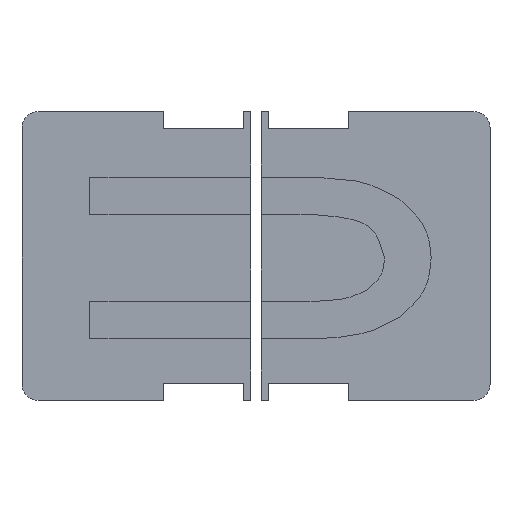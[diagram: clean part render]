
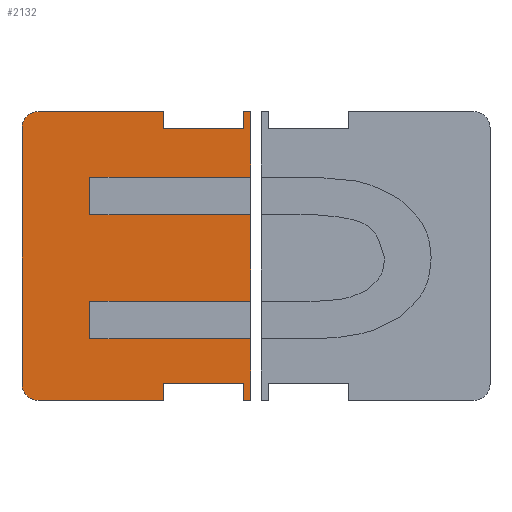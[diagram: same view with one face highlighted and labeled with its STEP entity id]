
A CAD part, top view. The second image highlights one B-rep face of the part: STEP entity #2132.
In plain terms, the highlighted planar face has unit normal (0, 0, 1).
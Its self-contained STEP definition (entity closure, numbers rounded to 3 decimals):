
#19=CIRCLE('',#2259,3.);
#20=CIRCLE('',#2260,3.);
#180=FACE_OUTER_BOUND('',#294,.T.);
#294=EDGE_LOOP('',(#1843,#1844,#1845,#1846,#1847,#1848,#1849,#1850,#1851,
#1852,#1853,#1854,#1855,#1856,#1857,#1858,#1859,#1860,#1861,#1862,#1863,
#1864));
#529=LINE('',#3661,#793);
#533=LINE('',#3668,#797);
#535=LINE('',#3673,#799);
#537=LINE('',#3677,#801);
#540=LINE('',#3682,#804);
#544=LINE('',#3690,#808);
#545=LINE('',#3692,#809);
#546=LINE('',#3694,#810);
#547=LINE('',#3696,#811);
#548=LINE('',#3698,#812);
#549=LINE('',#3700,#813);
#550=LINE('',#3702,#814);
#551=LINE('',#3704,#815);
#552=LINE('',#3708,#816);
#553=LINE('',#3712,#817);
#554=LINE('',#3714,#818);
#555=LINE('',#3716,#819);
#556=LINE('',#3718,#820);
#557=LINE('',#3720,#821);
#558=LINE('',#3721,#822);
#793=VECTOR('',#2667,10.);
#797=VECTOR('',#2673,10.);
#799=VECTOR('',#2677,10.);
#801=VECTOR('',#2681,10.);
#804=VECTOR('',#2686,10.);
#808=VECTOR('',#2694,10.);
#809=VECTOR('',#2697,10.);
#810=VECTOR('',#2698,10.);
#811=VECTOR('',#2699,10.);
#812=VECTOR('',#2700,10.);
#813=VECTOR('',#2701,10.);
#814=VECTOR('',#2702,10.);
#815=VECTOR('',#2703,10.);
#816=VECTOR('',#2706,10.);
#817=VECTOR('',#2709,10.);
#818=VECTOR('',#2710,10.);
#819=VECTOR('',#2711,10.);
#820=VECTOR('',#2712,10.);
#821=VECTOR('',#2713,10.);
#822=VECTOR('',#2714,10.);
#1013=VERTEX_POINT('',#3658);
#1014=VERTEX_POINT('',#3660);
#1016=VERTEX_POINT('',#3665);
#1017=VERTEX_POINT('',#3670);
#1018=VERTEX_POINT('',#3672);
#1019=VERTEX_POINT('',#3676);
#1020=VERTEX_POINT('',#3680);
#1022=VERTEX_POINT('',#3688);
#1023=VERTEX_POINT('',#3693);
#1024=VERTEX_POINT('',#3695);
#1025=VERTEX_POINT('',#3697);
#1026=VERTEX_POINT('',#3699);
#1027=VERTEX_POINT('',#3701);
#1028=VERTEX_POINT('',#3703);
#1029=VERTEX_POINT('',#3705);
#1030=VERTEX_POINT('',#3707);
#1031=VERTEX_POINT('',#3709);
#1032=VERTEX_POINT('',#3711);
#1033=VERTEX_POINT('',#3713);
#1034=VERTEX_POINT('',#3715);
#1035=VERTEX_POINT('',#3717);
#1036=VERTEX_POINT('',#3719);
#1291=EDGE_CURVE('',#1014,#1013,#529,.T.);
#1295=EDGE_CURVE('',#1016,#1014,#533,.T.);
#1297=EDGE_CURVE('',#1018,#1017,#535,.T.);
#1299=EDGE_CURVE('',#1019,#1018,#537,.T.);
#1302=EDGE_CURVE('',#1020,#1019,#540,.T.);
#1306=EDGE_CURVE('',#1013,#1022,#544,.T.);
#1307=EDGE_CURVE('',#1017,#1016,#545,.T.);
#1308=EDGE_CURVE('',#1022,#1023,#546,.T.);
#1309=EDGE_CURVE('',#1023,#1024,#547,.T.);
#1310=EDGE_CURVE('',#1024,#1025,#548,.T.);
#1311=EDGE_CURVE('',#1025,#1026,#549,.T.);
#1312=EDGE_CURVE('',#1026,#1027,#550,.T.);
#1313=EDGE_CURVE('',#1027,#1028,#551,.T.);
#1314=EDGE_CURVE('',#1028,#1029,#19,.T.);
#1315=EDGE_CURVE('',#1029,#1030,#552,.T.);
#1316=EDGE_CURVE('',#1030,#1031,#20,.T.);
#1317=EDGE_CURVE('',#1031,#1032,#553,.T.);
#1318=EDGE_CURVE('',#1032,#1033,#554,.T.);
#1319=EDGE_CURVE('',#1033,#1034,#555,.T.);
#1320=EDGE_CURVE('',#1034,#1035,#556,.T.);
#1321=EDGE_CURVE('',#1035,#1036,#557,.T.);
#1322=EDGE_CURVE('',#1036,#1020,#558,.T.);
#1843=ORIENTED_EDGE('',*,*,#1302,.T.);
#1844=ORIENTED_EDGE('',*,*,#1299,.T.);
#1845=ORIENTED_EDGE('',*,*,#1297,.T.);
#1846=ORIENTED_EDGE('',*,*,#1307,.T.);
#1847=ORIENTED_EDGE('',*,*,#1295,.T.);
#1848=ORIENTED_EDGE('',*,*,#1291,.T.);
#1849=ORIENTED_EDGE('',*,*,#1306,.T.);
#1850=ORIENTED_EDGE('',*,*,#1308,.T.);
#1851=ORIENTED_EDGE('',*,*,#1309,.T.);
#1852=ORIENTED_EDGE('',*,*,#1310,.T.);
#1853=ORIENTED_EDGE('',*,*,#1311,.T.);
#1854=ORIENTED_EDGE('',*,*,#1312,.T.);
#1855=ORIENTED_EDGE('',*,*,#1313,.T.);
#1856=ORIENTED_EDGE('',*,*,#1314,.T.);
#1857=ORIENTED_EDGE('',*,*,#1315,.T.);
#1858=ORIENTED_EDGE('',*,*,#1316,.T.);
#1859=ORIENTED_EDGE('',*,*,#1317,.T.);
#1860=ORIENTED_EDGE('',*,*,#1318,.T.);
#1861=ORIENTED_EDGE('',*,*,#1319,.T.);
#1862=ORIENTED_EDGE('',*,*,#1320,.T.);
#1863=ORIENTED_EDGE('',*,*,#1321,.T.);
#1864=ORIENTED_EDGE('',*,*,#1322,.T.);
#2020=PLANE('',#2258);
#2132=ADVANCED_FACE('',(#180),#2020,.T.);
#2258=AXIS2_PLACEMENT_3D('',#3691,#2695,#2696);
#2259=AXIS2_PLACEMENT_3D('',#3706,#2704,#2705);
#2260=AXIS2_PLACEMENT_3D('',#3710,#2707,#2708);
#2667=DIRECTION('',(0.,1.,0.));
#2673=DIRECTION('',(-1.,0.,0.));
#2677=DIRECTION('',(1.,0.,0.));
#2681=DIRECTION('',(0.,1.,0.));
#2686=DIRECTION('',(-1.,0.,0.));
#2694=DIRECTION('',(1.,0.,0.));
#2695=DIRECTION('center_axis',(0.,0.,1.));
#2696=DIRECTION('ref_axis',(1.,0.,0.));
#2697=DIRECTION('',(0.,1.,0.));
#2698=DIRECTION('',(0.,1.,0.));
#2699=DIRECTION('',(-1.,0.,0.));
#2700=DIRECTION('',(0.,-1.,0.));
#2701=DIRECTION('',(-1.,0.,0.));
#2702=DIRECTION('',(0.,1.,0.));
#2703=DIRECTION('',(-1.,0.,0.));
#2704=DIRECTION('center_axis',(0.,0.,1.));
#2705=DIRECTION('ref_axis',(0.,1.,0.));
#2706=DIRECTION('',(0.,-1.,0.));
#2707=DIRECTION('center_axis',(0.,0.,1.));
#2708=DIRECTION('ref_axis',(-1.,0.,0.));
#2709=DIRECTION('',(1.,0.,0.));
#2710=DIRECTION('',(0.,1.,0.));
#2711=DIRECTION('',(1.,0.,0.));
#2712=DIRECTION('',(0.,-1.,0.));
#2713=DIRECTION('',(1.,0.,0.));
#2714=DIRECTION('',(0.,1.,0.));
#3658=CARTESIAN_POINT('',(12.712,41.776,0.6));
#3660=CARTESIAN_POINT('',(12.712,34.766,0.6));
#3661=CARTESIAN_POINT('',(12.712,34.388,0.6));
#3665=CARTESIAN_POINT('',(42.8,34.766,0.6));
#3668=CARTESIAN_POINT('',(17.056,34.766,0.6));
#3670=CARTESIAN_POINT('',(42.8,18.522,0.6));
#3672=CARTESIAN_POINT('',(12.712,18.522,0.6));
#3673=CARTESIAN_POINT('',(38.128,18.522,0.6));
#3676=CARTESIAN_POINT('',(12.712,11.512,0.6));
#3677=CARTESIAN_POINT('',(12.712,22.761,0.6));
#3680=CARTESIAN_POINT('',(42.8,11.512,0.6));
#3682=CARTESIAN_POINT('',(17.056,11.512,0.6));
#3688=CARTESIAN_POINT('',(42.8,41.776,0.6));
#3690=CARTESIAN_POINT('',(38.107,41.776,0.6));
#3691=CARTESIAN_POINT('Origin',(21.4,27.,0.6));
#3692=CARTESIAN_POINT('',(42.8,54.,0.6));
#3693=CARTESIAN_POINT('',(42.8,54.,0.6));
#3694=CARTESIAN_POINT('',(42.8,54.,0.6));
#3695=CARTESIAN_POINT('',(41.4,54.,0.6));
#3696=CARTESIAN_POINT('',(82.6,54.,0.6));
#3697=CARTESIAN_POINT('',(41.4,50.8,0.6));
#3698=CARTESIAN_POINT('',(41.4,50.8,0.6));
#3699=CARTESIAN_POINT('',(26.4,50.8,0.6));
#3700=CARTESIAN_POINT('',(26.4,50.8,0.6));
#3701=CARTESIAN_POINT('',(26.4,54.,0.6));
#3702=CARTESIAN_POINT('',(26.4,54.,0.6));
#3703=CARTESIAN_POINT('',(3.,54.,0.6));
#3704=CARTESIAN_POINT('',(82.6,54.,0.6));
#3705=CARTESIAN_POINT('',(0.,51.,0.6));
#3706=CARTESIAN_POINT('Origin',(3.,51.,0.6));
#3707=CARTESIAN_POINT('',(0.,3.,0.6));
#3708=CARTESIAN_POINT('',(0.,51.,0.6));
#3709=CARTESIAN_POINT('',(3.,0.,0.6));
#3710=CARTESIAN_POINT('Origin',(3.,3.,0.6));
#3711=CARTESIAN_POINT('',(26.4,0.,0.6));
#3712=CARTESIAN_POINT('',(3.,0.,0.6));
#3713=CARTESIAN_POINT('',(26.4,3.2,0.6));
#3714=CARTESIAN_POINT('',(26.4,0.,0.6));
#3715=CARTESIAN_POINT('',(41.4,3.2,0.6));
#3716=CARTESIAN_POINT('',(26.4,3.2,0.6));
#3717=CARTESIAN_POINT('',(41.4,0.,0.6));
#3718=CARTESIAN_POINT('',(41.4,3.2,0.6));
#3719=CARTESIAN_POINT('',(42.8,0.,0.6));
#3720=CARTESIAN_POINT('',(3.,0.,0.6));
#3721=CARTESIAN_POINT('',(42.8,54.,0.6));
